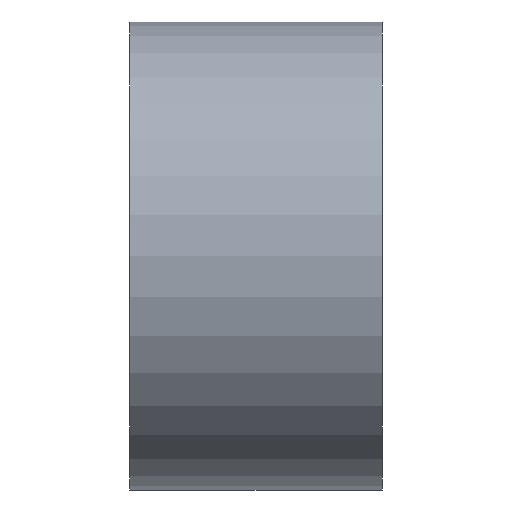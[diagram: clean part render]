
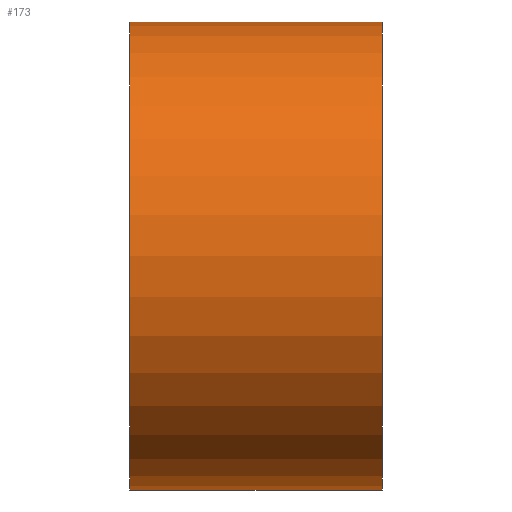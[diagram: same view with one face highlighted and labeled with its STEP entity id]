
A CAD part, left-side view. The second image highlights one B-rep face of the part: STEP entity #173.
In plain terms, the highlighted cylindrical face has radius 6.579 mm (diameter 13.157 mm), a partial arc.
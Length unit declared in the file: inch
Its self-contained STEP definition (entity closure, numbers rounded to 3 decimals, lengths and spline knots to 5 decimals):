
#5 = EDGE_CURVE ( 'NONE', #81, #32, #58, .T. ) ;
#9 = CARTESIAN_POINT ( 'NONE',  ( 0., 0.28, -0.259 ) ) ;
#11 = DIRECTION ( 'NONE',  ( 0., -1., 0. ) ) ;
#17 = ORIENTED_EDGE ( 'NONE', *, *, #5, .F. ) ;
#21 = ORIENTED_EDGE ( 'NONE', *, *, #82, .T. ) ;
#32 = VERTEX_POINT ( 'NONE', #56 ) ;
#40 = CARTESIAN_POINT ( 'NONE',  ( 0., 0.28, -0.259 ) ) ;
#41 = ORIENTED_EDGE ( 'NONE', *, *, #155, .F. ) ;
#44 = ORIENTED_EDGE ( 'NONE', *, *, #158, .T. ) ;
#56 = CARTESIAN_POINT ( 'NONE',  ( 0., 0.28, 0.259 ) ) ;
#58 = CIRCLE ( 'NONE', #149, 0.259 ) ;
#60 = CARTESIAN_POINT ( 'NONE',  ( 0., 0.28, 0.259 ) ) ;
#75 = CARTESIAN_POINT ( 'NONE',  ( 0., 0., 0.259 ) ) ;
#76 = CARTESIAN_POINT ( 'NONE',  ( 0., 0., -0.259 ) ) ;
#78 = CARTESIAN_POINT ( 'NONE',  ( 0., 0.28, 0. ) ) ;
#80 = FACE_OUTER_BOUND ( 'NONE', #138, .T. ) ;
#81 = VERTEX_POINT ( 'NONE', #40 ) ;
#82 = EDGE_CURVE ( 'NONE', #123, #128, #204, .T. ) ;
#96 = DIRECTION ( 'NONE',  ( 0., -1., 0. ) ) ;
#103 = AXIS2_PLACEMENT_3D ( 'NONE', #78, #207, #196 ) ;
#116 = DIRECTION ( 'NONE',  ( 0., 0., 1. ) ) ;
#123 = VERTEX_POINT ( 'NONE', #76 ) ;
#128 = VERTEX_POINT ( 'NONE', #75 ) ;
#134 = AXIS2_PLACEMENT_3D ( 'NONE', #163, #162, #161 ) ;
#135 = VECTOR ( 'NONE', #96, 39.37008 ) ;
#138 = EDGE_LOOP ( 'NONE', ( #41, #17, #44, #21 ) ) ;
#149 = AXIS2_PLACEMENT_3D ( 'NONE', #159, #191, #116 ) ;
#155 = EDGE_CURVE ( 'NONE', #32, #128, #184, .T. ) ;
#158 = EDGE_CURVE ( 'NONE', #81, #123, #221, .T. ) ;
#159 = CARTESIAN_POINT ( 'NONE',  ( 0., 0.28, 0. ) ) ;
#161 = DIRECTION ( 'NONE',  ( 0., 0., 1. ) ) ;
#162 = DIRECTION ( 'NONE',  ( 0., 1., 0. ) ) ;
#163 = CARTESIAN_POINT ( 'NONE',  ( 0., 0., 0. ) ) ;
#173 = ADVANCED_FACE ( 'NONE', ( #80 ), #219, .T. ) ;
#179 = VECTOR ( 'NONE', #11, 39.37008 ) ;
#184 = LINE ( 'NONE', #60, #135 ) ;
#191 = DIRECTION ( 'NONE',  ( 0., 1., 0. ) ) ;
#196 = DIRECTION ( 'NONE',  ( 0., 0., -1. ) ) ;
#204 = CIRCLE ( 'NONE', #134, 0.259 ) ;
#207 = DIRECTION ( 'NONE',  ( 0., -1., 0. ) ) ;
#219 = CYLINDRICAL_SURFACE ( 'NONE', #103, 0.259 ) ;
#221 = LINE ( 'NONE', #9, #179 ) ;
